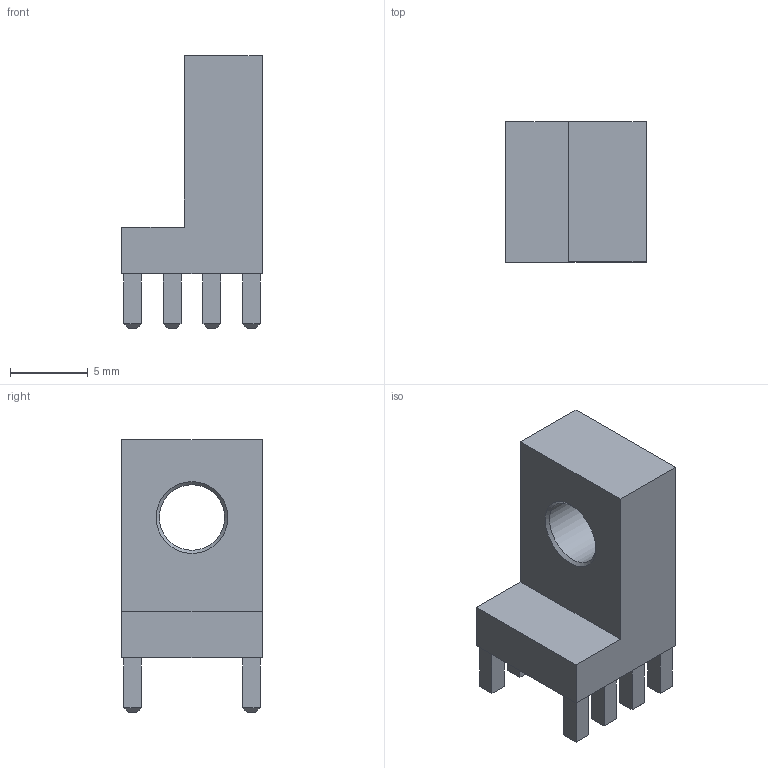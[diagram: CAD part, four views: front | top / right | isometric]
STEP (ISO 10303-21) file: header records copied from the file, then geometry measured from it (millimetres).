
FILE_DESCRIPTION( ( 'Unknown' ), '1' );
FILE_NAME( '7461102.stp', 'Unknown', ( 'Unknown' ), ( 'Unknown' ), 'PSStep 14.0', 'Unknown', ' ' );
FILE_SCHEMA( ( 'AUTOMOTIVE_DESIGN { 1 0 10303 214 1 1 1 1 }' ) );
Length unit declared in the file: millimetre
Products named in the file (1): 1
Bounding box: 9 x 9 x 17.5 mm (x, y, z)
Volume: 702.6 mm3; surface area: 732.3 mm2
Topology: 1 solids, 1 shells, 83 faces, 186 edges, 113 vertices
Faces by surface type: plane 80, cone 2, cylinder 1
Full cylindrical faces by diameter (mm): 4.2 x1
Entity records: 2880 total; most frequent: CARTESIAN_POINT 378, ORIENTED_EDGE 364, DIRECTION 354, EDGE_CURVE 182, LINE 178, VECTOR 178, VERTEX_POINT 112, EDGE_LOOP 96
